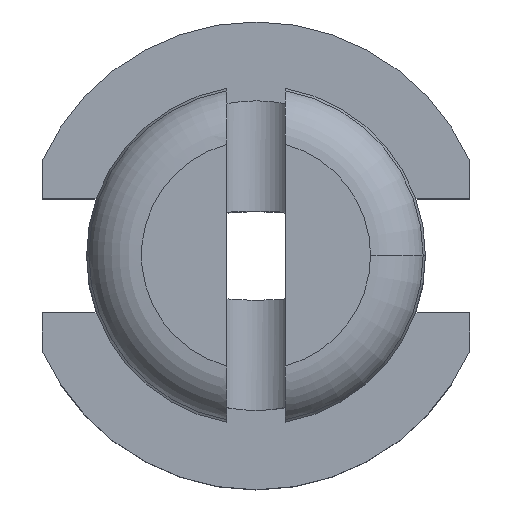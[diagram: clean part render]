
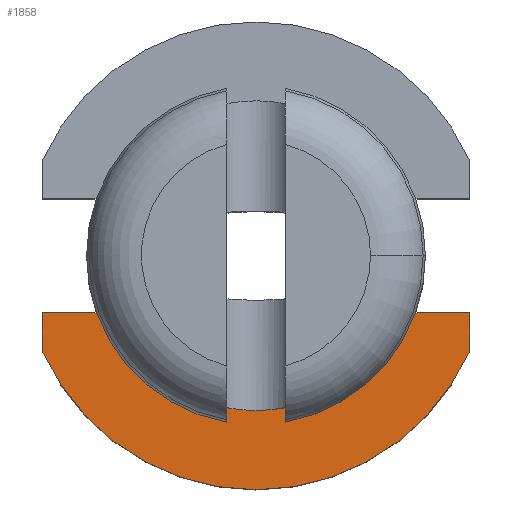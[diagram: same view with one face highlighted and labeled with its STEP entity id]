
A CAD part, top view. The second image highlights one B-rep face of the part: STEP entity #1858.
In plain terms, the highlighted planar face has unit normal (0, 0, 1).
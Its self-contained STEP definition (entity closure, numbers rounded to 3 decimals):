
#19 = EDGE_CURVE ( 'NONE', #1915, #1203, #1970, .T. ) ;
#80 = VERTEX_POINT ( 'NONE', #1436 ) ;
#107 = CARTESIAN_POINT ( 'NONE',  ( 0., 0., 0.889 ) ) ;
#206 = DIRECTION ( 'NONE',  ( 1., 0., 0. ) ) ;
#242 = CARTESIAN_POINT ( 'NONE',  ( 0., 0., 0.889 ) ) ;
#333 = EDGE_LOOP ( 'NONE', ( #2088, #913, #2107, #1973, #2271, #2188 ) ) ;
#359 = VERTEX_POINT ( 'NONE', #1565 ) ;
#379 = DIRECTION ( 'NONE',  ( 0., -1., 0. ) ) ;
#418 = PLANE ( 'NONE',  #1591 ) ;
#428 = VERTEX_POINT ( 'NONE', #1768 ) ;
#430 = CARTESIAN_POINT ( 'NONE',  ( -2.9, -0.774, 0.889 ) ) ;
#643 = EDGE_CURVE ( 'NONE', #1915, #359, #995, .T. ) ;
#649 = EDGE_CURVE ( 'NONE', #80, #830, #2211, .T. ) ;
#751 = VECTOR ( 'NONE', #379, 1000. ) ;
#760 = DIRECTION ( 'NONE',  ( -1., 0., 0. ) ) ;
#790 = DIRECTION ( 'NONE',  ( 0., 0., 1. ) ) ;
#823 = DIRECTION ( 'NONE',  ( 0., 0., 1. ) ) ;
#830 = VERTEX_POINT ( 'NONE', #874 ) ;
#831 = AXIS2_PLACEMENT_3D ( 'NONE', #107, #823, #1012 ) ;
#874 = CARTESIAN_POINT ( 'NONE',  ( 2.9, -0.774, 0.889 ) ) ;
#884 = AXIS2_PLACEMENT_3D ( 'NONE', #242, #790, #206 ) ;
#913 = ORIENTED_EDGE ( 'NONE', *, *, #1592, .T. ) ;
#918 = VECTOR ( 'NONE', #1465, 1000. ) ;
#995 = CIRCLE ( 'NONE', #884, 2.1 ) ;
#1012 = DIRECTION ( 'NONE',  ( 1., 0., 0. ) ) ;
#1070 = LINE ( 'NONE', #1983, #751 ) ;
#1093 = CARTESIAN_POINT ( 'NONE',  ( 2.9, 3.5, 0.889 ) ) ;
#1142 = VECTOR ( 'NONE', #1449, 1000. ) ;
#1177 = CARTESIAN_POINT ( 'NONE',  ( -1.952, -0.774, 0.889 ) ) ;
#1200 = CIRCLE ( 'NONE', #831, 3.175 ) ;
#1203 = VERTEX_POINT ( 'NONE', #430 ) ;
#1261 = DIRECTION ( 'NONE',  ( -1., 0., 0. ) ) ;
#1436 = CARTESIAN_POINT ( 'NONE',  ( 2.9, -1.293, 0.889 ) ) ;
#1446 = CARTESIAN_POINT ( 'NONE',  ( 3.176, -0.774, 0.889 ) ) ;
#1449 = DIRECTION ( 'NONE',  ( -1., 0., 0. ) ) ;
#1465 = DIRECTION ( 'NONE',  ( 0., 1., 0. ) ) ;
#1509 = CARTESIAN_POINT ( 'NONE',  ( 0., 0., 0.889 ) ) ;
#1565 = CARTESIAN_POINT ( 'NONE',  ( 1.952, -0.774, 0.889 ) ) ;
#1591 = AXIS2_PLACEMENT_3D ( 'NONE', #1509, #2022, #760 ) ;
#1592 = EDGE_CURVE ( 'NONE', #428, #80, #1200, .T. ) ;
#1702 = EDGE_CURVE ( 'NONE', #1203, #428, #1070, .T. ) ;
#1768 = CARTESIAN_POINT ( 'NONE',  ( -2.9, -1.293, 0.889 ) ) ;
#1795 = CARTESIAN_POINT ( 'NONE',  ( 3.176, -0.774, 0.889 ) ) ;
#1858 = ADVANCED_FACE ( 'NONE', ( #2185 ), #418, .F. ) ;
#1915 = VERTEX_POINT ( 'NONE', #1177 ) ;
#1970 = LINE ( 'NONE', #1795, #1142 ) ;
#1973 = ORIENTED_EDGE ( 'NONE', *, *, #2043, .T. ) ;
#1983 = CARTESIAN_POINT ( 'NONE',  ( -2.9, 3.5, 0.889 ) ) ;
#2016 = LINE ( 'NONE', #1446, #2214 ) ;
#2022 = DIRECTION ( 'NONE',  ( 0., 0., -1. ) ) ;
#2043 = EDGE_CURVE ( 'NONE', #830, #359, #2016, .T. ) ;
#2088 = ORIENTED_EDGE ( 'NONE', *, *, #1702, .T. ) ;
#2107 = ORIENTED_EDGE ( 'NONE', *, *, #649, .T. ) ;
#2185 = FACE_OUTER_BOUND ( 'NONE', #333, .T. ) ;
#2188 = ORIENTED_EDGE ( 'NONE', *, *, #19, .T. ) ;
#2211 = LINE ( 'NONE', #1093, #918 ) ;
#2214 = VECTOR ( 'NONE', #1261, 1000. ) ;
#2271 = ORIENTED_EDGE ( 'NONE', *, *, #643, .F. ) ;
